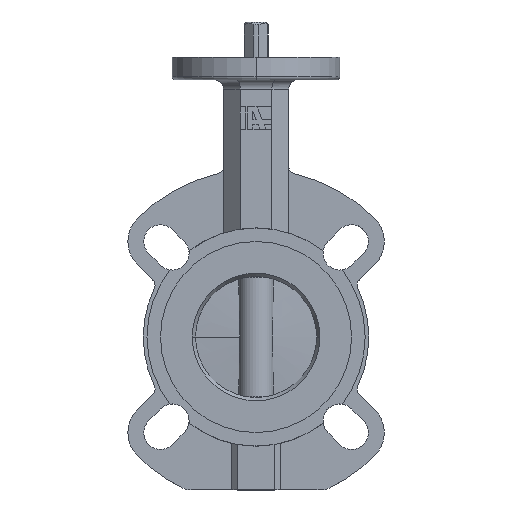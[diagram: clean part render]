
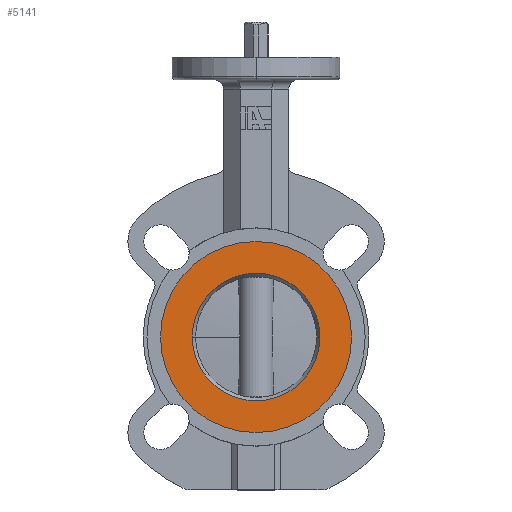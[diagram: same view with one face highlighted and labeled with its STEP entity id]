
A CAD part, top view. The second image highlights one B-rep face of the part: STEP entity #5141.
In plain terms, the highlighted planar face has unit normal (0, 0, 1).
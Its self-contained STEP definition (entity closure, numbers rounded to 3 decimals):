
#666 = ORIENTED_EDGE ( 'NONE', *, *, #927, .T. ) ;
#667 = ORIENTED_EDGE ( 'NONE', *, *, #932, .T. ) ;
#668 = ORIENTED_EDGE ( 'NONE', *, *, #931, .T. ) ;
#669 = ORIENTED_EDGE ( 'NONE', *, *, #923, .T. ) ;
#923 = EDGE_CURVE ( 'NONE', #2544, #2377, #1498, .T. ) ;
#927 = EDGE_CURVE ( 'NONE', #2541, #2471, #1503, .T. ) ;
#931 = EDGE_CURVE ( 'NONE', #2377, #2544, #1510, .T. ) ;
#932 = EDGE_CURVE ( 'NONE', #2471, #2541, #1515, .T. ) ;
#1498 = CIRCLE ( 'NONE', #1850, 34.232 ) ;
#1503 = CIRCLE ( 'NONE', #1851, 51.25 ) ;
#1510 = CIRCLE ( 'NONE', #1853, 34.232 ) ;
#1515 = CIRCLE ( 'NONE', #1854, 51.25 ) ;
#1850 = AXIS2_PLACEMENT_3D ( 'NONE', #6373, #6374, #6375 ) ;
#1851 = AXIS2_PLACEMENT_3D ( 'NONE', #6382, #6383, #6384 ) ;
#1853 = AXIS2_PLACEMENT_3D ( 'NONE', #6389, #6390, #6391 ) ;
#1854 = AXIS2_PLACEMENT_3D ( 'NONE', #6392, #6393, #6394 ) ;
#2218 = FACE_BOUND ( 'NONE', #5547, .T. ) ;
#2229 = FACE_OUTER_BOUND ( 'NONE', #5553, .T. ) ;
#2377 = VERTEX_POINT ( 'NONE', #4790 ) ;
#2471 = VERTEX_POINT ( 'NONE', #4884 ) ;
#2541 = VERTEX_POINT ( 'NONE', #4954 ) ;
#2544 = VERTEX_POINT ( 'NONE', #4957 ) ;
#3178 = AXIS2_PLACEMENT_3D ( 'NONE', #5839, #5837, #5843 ) ;
#4790 = CARTESIAN_POINT ( 'NONE',  ( -34.232, 0., 23. ) ) ;
#4884 = CARTESIAN_POINT ( 'NONE',  ( -51.25, 0., 23. ) ) ;
#4954 = CARTESIAN_POINT ( 'NONE',  ( 51.25, 0., 23. ) ) ;
#4957 = CARTESIAN_POINT ( 'NONE',  ( 34.232, 0., 23. ) ) ;
#5141 = ADVANCED_FACE ( 'NONE', ( #2218, #2229 ), #5841, .T. ) ;
#5547 = EDGE_LOOP ( 'NONE', ( #669, #668 ) ) ;
#5553 = EDGE_LOOP ( 'NONE', ( #667, #666 ) ) ;
#5837 = DIRECTION ( 'NONE',  ( 0., 0., 1. ) ) ;
#5839 = CARTESIAN_POINT ( 'NONE',  ( 0., 0., 23. ) ) ;
#5841 = PLANE ( 'NONE',  #3178 ) ;
#5843 = DIRECTION ( 'NONE',  ( 1., 0., 0. ) ) ;
#6373 = CARTESIAN_POINT ( 'NONE',  ( 0., 0., 23. ) ) ;
#6374 = DIRECTION ( 'NONE',  ( 0., 0., -1. ) ) ;
#6375 = DIRECTION ( 'NONE',  ( 1., 0., 0. ) ) ;
#6382 = CARTESIAN_POINT ( 'NONE',  ( 0., 0., 23. ) ) ;
#6383 = DIRECTION ( 'NONE',  ( 0., 0., 1. ) ) ;
#6384 = DIRECTION ( 'NONE',  ( 1., 0., 0. ) ) ;
#6389 = CARTESIAN_POINT ( 'NONE',  ( 0., 0., 23. ) ) ;
#6390 = DIRECTION ( 'NONE',  ( 0., 0., -1. ) ) ;
#6391 = DIRECTION ( 'NONE',  ( 1., 0., 0. ) ) ;
#6392 = CARTESIAN_POINT ( 'NONE',  ( 0., 0., 23. ) ) ;
#6393 = DIRECTION ( 'NONE',  ( 0., 0., 1. ) ) ;
#6394 = DIRECTION ( 'NONE',  ( 1., 0., 0. ) ) ;
